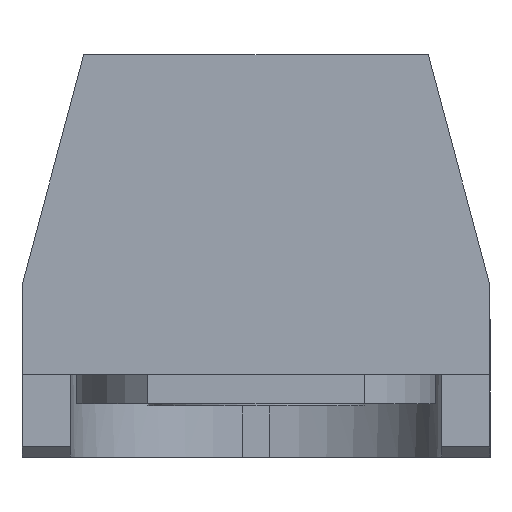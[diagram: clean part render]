
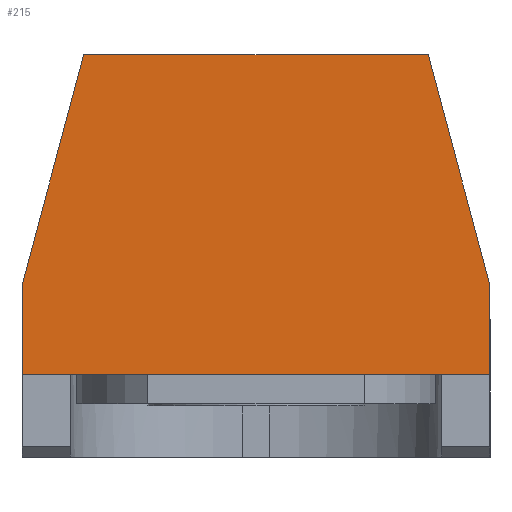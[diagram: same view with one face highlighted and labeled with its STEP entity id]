
A CAD part, left-side view. The second image highlights one B-rep face of the part: STEP entity #215.
In plain terms, the highlighted planar face has unit normal (-1, 0, 0).
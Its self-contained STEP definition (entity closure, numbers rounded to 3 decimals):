
#67=FACE_OUTER_BOUND('',#301,.T.);
#99=LINE('',#1076,#157);
#116=LINE('',#1119,#174);
#118=LINE('',#1122,#176);
#123=LINE('',#1132,#181);
#124=LINE('',#1134,#182);
#125=LINE('',#1136,#183);
#157=VECTOR('',#862,1.);
#174=VECTOR('',#895,1.);
#176=VECTOR('',#899,1.);
#181=VECTOR('',#908,1.);
#182=VECTOR('',#911,1.);
#183=VECTOR('',#912,1.);
#215=ADVANCED_FACE('',(#67),#254,.T.);
#254=PLANE('',#766);
#301=EDGE_LOOP('',(#403,#404,#405,#406,#407,#408));
#403=ORIENTED_EDGE('',*,*,#637,.F.);
#404=ORIENTED_EDGE('',*,*,#608,.T.);
#405=ORIENTED_EDGE('',*,*,#631,.T.);
#406=ORIENTED_EDGE('',*,*,#629,.T.);
#407=ORIENTED_EDGE('',*,*,#636,.T.);
#408=ORIENTED_EDGE('',*,*,#638,.T.);
#542=VERTEX_POINT('',#1075);
#543=VERTEX_POINT('',#1077);
#557=VERTEX_POINT('',#1113);
#560=VERTEX_POINT('',#1118);
#563=VERTEX_POINT('',#1131);
#564=VERTEX_POINT('',#1135);
#608=EDGE_CURVE('',#543,#542,#99,.T.);
#629=EDGE_CURVE('',#557,#560,#116,.T.);
#631=EDGE_CURVE('',#542,#557,#118,.T.);
#636=EDGE_CURVE('',#560,#563,#123,.T.);
#637=EDGE_CURVE('',#543,#564,#124,.T.);
#638=EDGE_CURVE('',#563,#564,#125,.T.);
#766=AXIS2_PLACEMENT_3D('',#1137,#913,#914);
#862=DIRECTION('',(0.,0.,1.));
#895=DIRECTION('',(0.,1.,0.));
#899=DIRECTION('',(0.,0.259,0.966));
#908=DIRECTION('',(0.,0.259,-0.966));
#911=DIRECTION('',(0.,1.,0.));
#912=DIRECTION('',(0.,0.,-1.));
#913=DIRECTION('',(-1.,0.,0.));
#914=DIRECTION('',(0.,0.,1.));
#1075=CARTESIAN_POINT('',(-160.,-68.,10.));
#1076=CARTESIAN_POINT('',(-160.,-68.,-40.));
#1077=CARTESIAN_POINT('',(-160.,-68.,-16.));
#1113=CARTESIAN_POINT('',(-160.,-50.047,77.));
#1118=CARTESIAN_POINT('',(-160.,50.047,77.));
#1119=CARTESIAN_POINT('',(-160.,50.047,77.));
#1122=CARTESIAN_POINT('',(-160.,-68.,10.));
#1131=CARTESIAN_POINT('',(-160.,68.,10.));
#1132=CARTESIAN_POINT('',(-160.,68.,10.));
#1134=CARTESIAN_POINT('',(-160.,-187.325,-16.));
#1135=CARTESIAN_POINT('',(-160.,68.,-16.));
#1136=CARTESIAN_POINT('',(-160.,68.,10.));
#1137=CARTESIAN_POINT('',(-160.,-68.,-40.));
